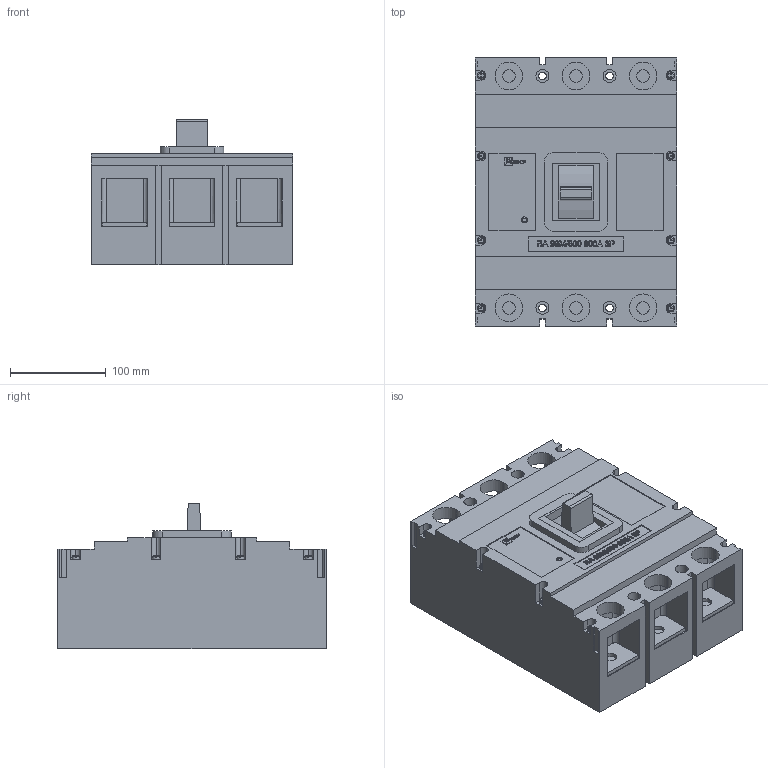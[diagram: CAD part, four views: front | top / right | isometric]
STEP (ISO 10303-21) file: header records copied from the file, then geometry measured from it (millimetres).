
FILE_DESCRIPTION (( 'STEP AP203' ), '1' );
FILE_NAME ('ﾂﾀ-99M_800 3ﾐ EKF.STEP', '2018-09-04T06:00:55', ( '' ), ( '' ), 'SwSTEP 2.0', 'SolidWorks 2017', '' );
FILE_SCHEMA (( 'CONFIG_CONTROL_DESIGN' ));
Length unit declared in the file: millimetre
Products named in the file (1): ﾂﾀ-99M_800 3ﾐ EKF
Bounding box: 210 x 280 x 152 mm (x, y, z)
Volume: 6001297.7 mm3; surface area: 303087.2 mm2
Topology: 1 solids, 1 shells, 720 faces, 1927 edges, 1284 vertices
Faces by surface type: plane 433, bspline 137, cylinder 116, torus 34
Entity records: 30954 total; most frequent: CARTESIAN_POINT 13533, ORIENTED_EDGE 3854, DIRECTION 3105, EDGE_CURVE 1927, VERTEX_POINT 1284, LINE 1241, VECTOR 1241, AXIS2_PLACEMENT_3D 932
